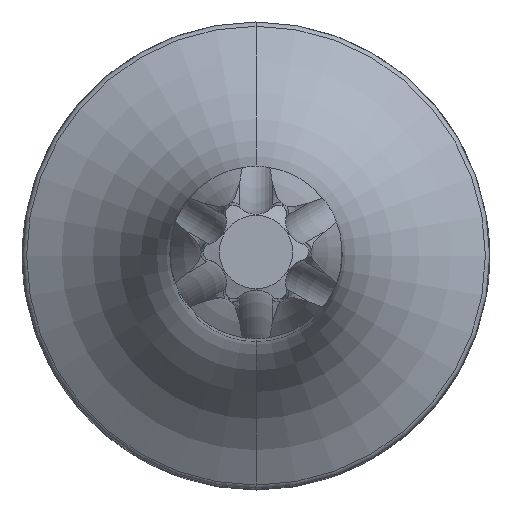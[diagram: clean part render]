
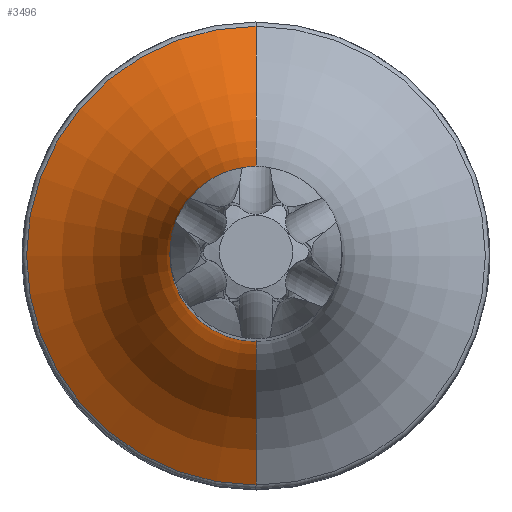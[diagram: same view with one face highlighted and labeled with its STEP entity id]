
A CAD part, top view. The second image highlights one B-rep face of the part: STEP entity #3496.
In plain terms, the highlighted toroidal (fillet/blend) face has major radius 13.5 mm and minor radius 10 mm.
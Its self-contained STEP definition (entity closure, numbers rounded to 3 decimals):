
#1488=CARTESIAN_POINT('',(0.,0.,24.665));
#1489=DIRECTION('',(0.,0.,1.));
#1490=DIRECTION('',(0.,1.,0.));
#1491=AXIS2_PLACEMENT_3D('',#1488,#1489,#1490);
#1515=CARTESIAN_POINT('',(0.,0.,15.578));
#1516=DIRECTION('',(0.,0.,1.));
#1517=DIRECTION('',(0.,1.,0.));
#1518=AXIS2_PLACEMENT_3D('',#1515,#1516,#1517);
#1523=CARTESIAN_POINT('',(0.,13.5,24.665));
#1524=DIRECTION('',(-1.,0.,0.));
#1525=DIRECTION('',(0.,-0.417,-0.909));
#1526=AXIS2_PLACEMENT_3D('',#1523,#1524,#1525);
#1531=CARTESIAN_POINT('',(0.,-13.5,24.665));
#1532=DIRECTION('',(1.,0.,0.));
#1533=DIRECTION('',(0.,0.417,-0.909));
#1534=AXIS2_PLACEMENT_3D('',#1531,#1532,#1533);
#2724=CARTESIAN_POINT('',(0.,3.5,24.665));
#2725=CARTESIAN_POINT('',(0.,-3.5,24.665));
#2726=VERTEX_POINT('',#2724);
#2727=VERTEX_POINT('',#2725);
#2728=CARTESIAN_POINT('',(0.,9.325,15.578));
#2729=CARTESIAN_POINT('',(0.,-9.325,15.578));
#2730=VERTEX_POINT('',#2728);
#2731=VERTEX_POINT('',#2729);
#3482=CARTESIAN_POINT('',(0.,0.,24.665));
#3483=DIRECTION('',(0.,0.,-1.));
#3484=DIRECTION('',(0.,-1.,0.));
#3485=AXIS2_PLACEMENT_3D('',#3482,#3483,#3484);
#3486=TOROIDAL_SURFACE('',#3485,13.5,10.);
#3488=ORIENTED_EDGE('',*,*,#3487,.F.);
#3490=ORIENTED_EDGE('',*,*,#3489,.T.);
#3491=ORIENTED_EDGE('',*,*,#3468,.T.);
#3493=ORIENTED_EDGE('',*,*,#3492,.F.);
#3494=EDGE_LOOP('',(#3488,#3490,#3491,#3493));
#3495=FACE_OUTER_BOUND('',#3494,.F.);
#3496=ADVANCED_FACE('',(#3495),#3486,.F.);
#1492=CIRCLE('',#1491,3.5);
#1519=CIRCLE('',#1518,9.325);
#1527=CIRCLE('',#1526,10.);
#1535=CIRCLE('',#1534,10.);
#3468=EDGE_CURVE('',#2726,#2727,#1492,.T.);
#3487=EDGE_CURVE('',#2730,#2731,#1519,.T.);
#3489=EDGE_CURVE('',#2730,#2726,#1527,.T.);
#3492=EDGE_CURVE('',#2731,#2727,#1535,.T.);
